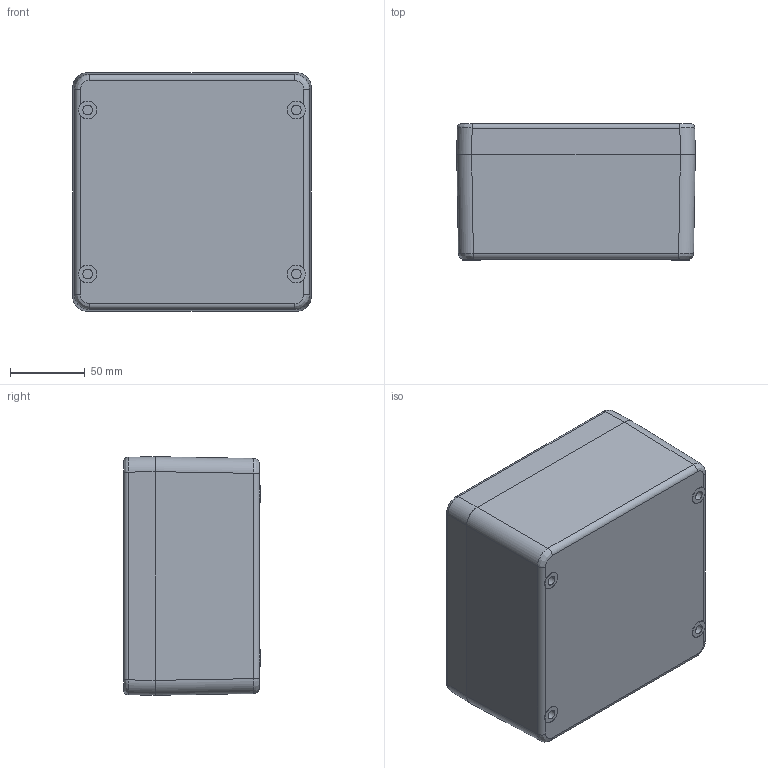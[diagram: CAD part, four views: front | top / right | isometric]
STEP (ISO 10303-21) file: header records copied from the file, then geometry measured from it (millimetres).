
FILE_DESCRIPTION((''),'2;1');
FILE_NAME('CP-280_ASM','2010-07-09T',('K.Herdt'),(''),'PRO/ENGINEER BY PARAMETRIC TECHNOLOGY CORPORATION, 2005070','PRO/ENGINEER BY PARAMETRIC TECHNOLOGY CORPORATION, 2005070','');
FILE_SCHEMA(('AUTOMOTIVE_DESIGN_CC2 { 1 2 10303 214 -1 1 5 2 }'));
Length unit declared in the file: millimetre
Products named in the file (4): CP-280_UNTERTEIL; CP-280_DECKEL; 9261022000; CP-280_ASM
Assembly tree (6 placements, depth 2):
  CP-280_ASM
    CP-280_UNTERTEIL
    CP-280_DECKEL
    9261022000  x4
Bounding box: 160 x 91.5 x 160 mm (x, y, z)
Volume: 684537.1 mm3; surface area: 228414.6 mm2
Topology: 6 solids, 20 shells, 541 faces, 1382 edges, 870 vertices
Faces by surface type: plane 197, cylinder 196, cone 112, torus 20, bspline 16
Entity records: 15697 total; most frequent: CARTESIAN_POINT 2942, DIRECTION 2148, ORIENTED_EDGE 1896, PRESENTATION_STYLE_ASSIGNMENT 984, STYLED_ITEM 984, CURVE_STYLE 970, EDGE_CURVE 970, AXIS2_PLACEMENT_3D 849
